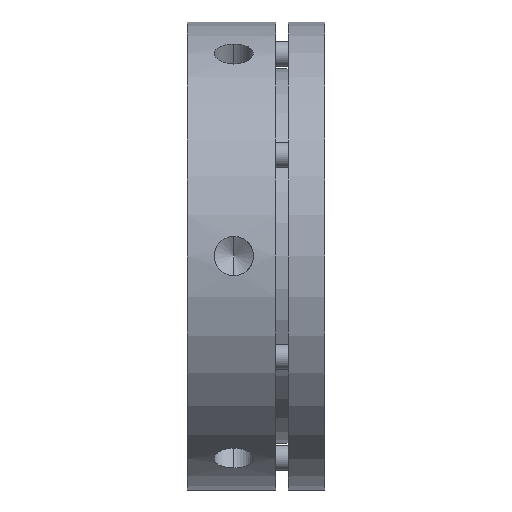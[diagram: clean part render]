
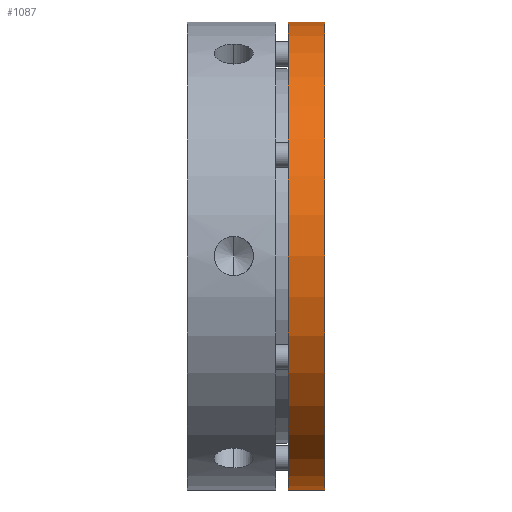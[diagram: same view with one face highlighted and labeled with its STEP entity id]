
A CAD part, front view. The second image highlights one B-rep face of the part: STEP entity #1087.
In plain terms, the highlighted cylindrical face has radius 47.5 mm (diameter 95 mm), a partial arc.
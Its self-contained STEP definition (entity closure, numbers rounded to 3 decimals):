
#82 = VERTEX_POINT ( 'NONE', #1409 ) ;
#154 = VERTEX_POINT ( 'NONE', #1464 ) ;
#203 = VERTEX_POINT ( 'NONE', #1512 ) ;
#210 = VERTEX_POINT ( 'NONE', #1518 ) ;
#408 = AXIS2_PLACEMENT_3D ( 'NONE', #3843, #3844, #3845 ) ;
#571 = EDGE_CURVE ( 'NONE', #82, #203, #3055, .T. ) ;
#573 = EDGE_CURVE ( 'NONE', #210, #154, #3056, .T. ) ;
#748 = ORIENTED_EDGE ( 'NONE', *, *, #3491, .T. ) ;
#749 = ORIENTED_EDGE ( 'NONE', *, *, #571, .T. ) ;
#750 = ORIENTED_EDGE ( 'NONE', *, *, #4713, .T. ) ;
#751 = ORIENTED_EDGE ( 'NONE', *, *, #573, .F. ) ;
#796 = EDGE_LOOP ( 'NONE', ( #751, #750, #749, #748 ) ) ;
#951 = AXIS2_PLACEMENT_3D ( 'NONE', #2689, #2687, #2685 ) ;
#1087 = ADVANCED_FACE ( 'NONE', ( #1778 ), #1787, .T. ) ;
#1409 = CARTESIAN_POINT ( 'NONE',  ( 20.5, 0., -47.5 ) ) ;
#1464 = CARTESIAN_POINT ( 'NONE',  ( 28., 0., 47.5 ) ) ;
#1512 = CARTESIAN_POINT ( 'NONE',  ( 28., 0., -47.5 ) ) ;
#1518 = CARTESIAN_POINT ( 'NONE',  ( 20.5, 0., 47.5 ) ) ;
#1778 = FACE_OUTER_BOUND ( 'NONE', #796, .T. ) ;
#1787 = CYLINDRICAL_SURFACE ( 'NONE', #951, 47.5 ) ;
#1816 = CIRCLE ( 'NONE', #1924, 47.5 ) ;
#1924 = AXIS2_PLACEMENT_3D ( 'NONE', #2875, #2876, #2877 ) ;
#2186 = DIRECTION ( 'NONE',  ( 1., 0., 0. ) ) ;
#2191 = CARTESIAN_POINT ( 'NONE',  ( 14., 0., -47.5 ) ) ;
#2195 = DIRECTION ( 'NONE',  ( 1., 0., 0. ) ) ;
#2198 = CARTESIAN_POINT ( 'NONE',  ( 14., 0., 47.5 ) ) ;
#2685 = DIRECTION ( 'NONE',  ( 0., 0., -1. ) ) ;
#2687 = DIRECTION ( 'NONE',  ( 1., 0., 0. ) ) ;
#2689 = CARTESIAN_POINT ( 'NONE',  ( 14., 0., 0. ) ) ;
#2875 = CARTESIAN_POINT ( 'NONE',  ( 28., 0., 0. ) ) ;
#2876 = DIRECTION ( 'NONE',  ( -1., 0., 0. ) ) ;
#2877 = DIRECTION ( 'NONE',  ( 0., 0., -1. ) ) ;
#3055 = LINE ( 'NONE', #2191, #3057 ) ;
#3056 = LINE ( 'NONE', #2198, #3060 ) ;
#3057 = VECTOR ( 'NONE', #2186, 1000. ) ;
#3060 = VECTOR ( 'NONE', #2195, 1000. ) ;
#3491 = EDGE_CURVE ( 'NONE', #203, #154, #1816, .T. ) ;
#3843 = CARTESIAN_POINT ( 'NONE',  ( 20.5, 0., 0. ) ) ;
#3844 = DIRECTION ( 'NONE',  ( 1., 0., 0. ) ) ;
#3845 = DIRECTION ( 'NONE',  ( 0., 0., -1. ) ) ;
#4341 = CIRCLE ( 'NONE', #408, 47.5 ) ;
#4713 = EDGE_CURVE ( 'NONE', #210, #82, #4341, .T. ) ;
